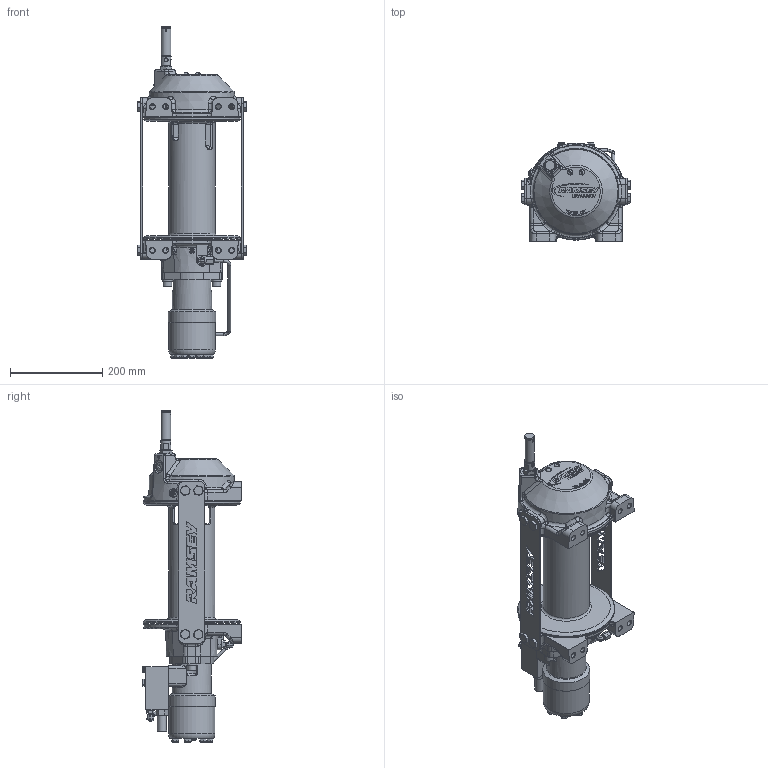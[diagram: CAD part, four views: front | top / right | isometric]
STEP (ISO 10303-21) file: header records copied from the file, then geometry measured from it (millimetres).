
FILE_DESCRIPTION(/* description */ ('STEP AP214'),/* implementation_level */ '2;1');
FILE_NAME(/* name */ '639-283_Ramsey_HD-P34,9S-p.stp',/* time_stamp */ '2018-01-22T10:14:28+01:00',/* author */ ('lang1ph'),/* organization */ (''),/* preprocessor_version */ 'ST-DEVELOPER v17',/* originating_system */ 'Autodesk Inventor 2018',/* authorisation */ '');
FILE_SCHEMA (('AUTOMOTIVE_DESIGN { 1 0 10303 214 3 1 1 }'));
Length unit declared in the file: millimetre
Products named in the file (1): 639-283_Ramsey_HD-P-34,9Y-p
Bounding box: 236.52 x 214.93 x 719.15 mm (x, y, z)
Surface area: 588025.3 mm2 (no closed solid volume)
Topology: 0 solids, 65 shells, 1377 faces, 4118 edges, 2703 vertices
Faces by surface type: plane 700, cylinder 226, bspline 187, cone 184, torus 63, sphere 17
Full cylindrical faces by diameter (mm): 0.44 x2, 0.497 x3, 1.27 x1, 3.175 x1, 5.105 x1, 6.35 x3, 6.563 x2, 7.476 x1, 8.236 x2, 8.433 x1, 9.093 x2, 9.525 x1, 11.112 x1, 11.113 x1, 11.532 x4, 11.989 x2, 12.7 x3, 14.665 x7, 16.51 x2, 17.475 x1, 18.542 x1, 19.05 x11, 19.812 x1, 20.413 x1, 20.575 x2, 21.843 x1, 22.225 x2, 28.575 x2, 84.902 x1, 100 x1
Entity records: 72062 total; most frequent: CARTESIAN_POINT 35086, ORIENTED_EDGE 7191, DIRECTION 7118, EDGE_CURVE 4106, VERTEX_POINT 2703, AXIS2_PLACEMENT_3D 2555, LINE 2008, VECTOR 2008
